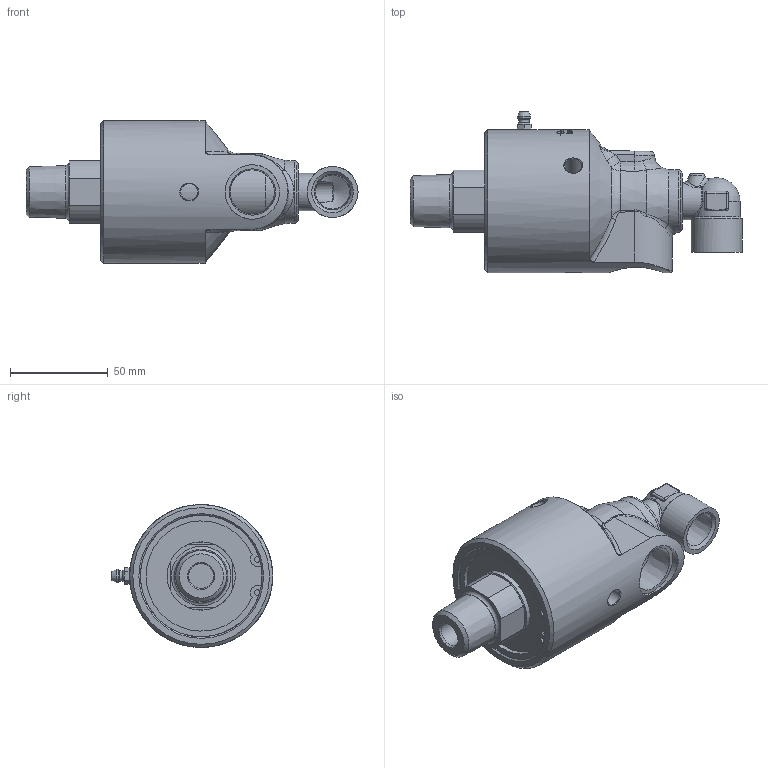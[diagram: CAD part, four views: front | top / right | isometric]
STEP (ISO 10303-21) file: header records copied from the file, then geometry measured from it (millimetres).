
FILE_DESCRIPTION(/* description */ (''),/* implementation_level */ '2;1');
FILE_NAME(/* name */ '255-000-021043-IC.stp',/* time_stamp */ '2020-05-19T12:57:27-05:00',/* author */ ('GALINDOLM'),/* organization */ (''),/* preprocessor_version */ 'ST-DEVELOPER v18',/* originating_system */ 'Autodesk Inventor 2020',/* authorisation */ '');
FILE_SCHEMA (('AUTOMOTIVE_DESIGN { 1 0 10303 214 3 1 1 }'));
Products named in the file (1): 255-000-021043-IC
Bounding box: 169.53 x 82.38 x 73 mm (x, y, z)
Volume: 326060.6 mm3; surface area: 57274.6 mm2
Topology: 1 solids, 1 shells, 548 faces, 1468 edges, 956 vertices
Faces by surface type: bspline 250, plane 146, cylinder 90, cone 41, sphere 11, torus 10
Full cylindrical faces by diameter (mm): 2.794 x2, 5.359 x1, 6.325 x1, 8.6 x3, 10.719 x1, 12.7 x1, 16.62 x1, 17.475 x1, 19 x1, 22.631 x1, 26 x1, 27.184 x1, 27.8 x1, 29.85 x1, 30 x1, 30.05 x1, 34.8 x1, 62.05 x1, 66.9 x1, 73 x1
Entity records: 71470 total; most frequent: CARTESIAN_POINT 58787, ORIENTED_EDGE 2918, DIRECTION 2042, EDGE_CURVE 1459, VERTEX_POINT 956, AXIS2_PLACEMENT_3D 771, EDGE_LOOP 605, FACE_OUTER_BOUND 548
